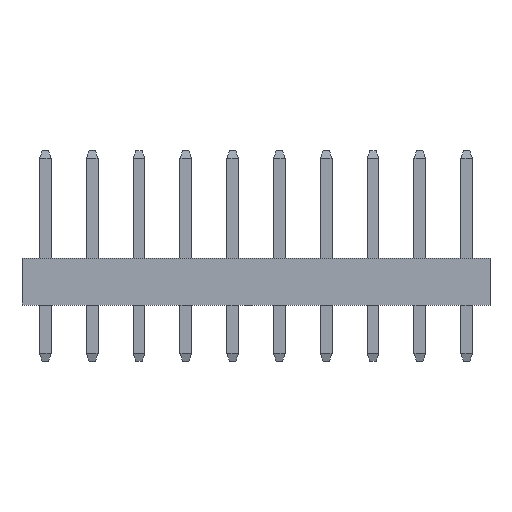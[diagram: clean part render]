
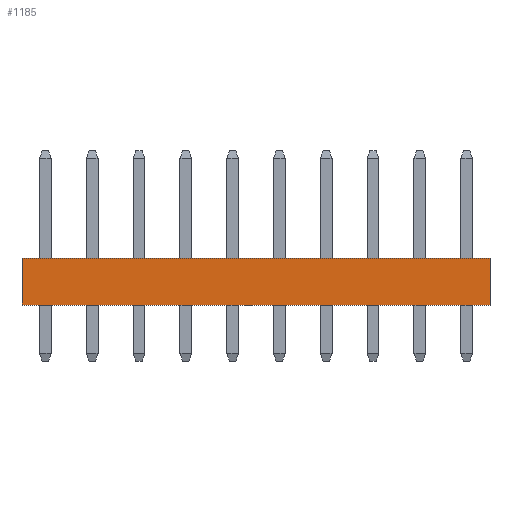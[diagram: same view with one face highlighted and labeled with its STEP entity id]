
A CAD part, top view. The second image highlights one B-rep face of the part: STEP entity #1185.
In plain terms, the highlighted planar face has unit normal (0, 0, 1).
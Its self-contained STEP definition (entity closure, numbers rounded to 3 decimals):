
#73 = CARTESIAN_POINT ( 'NONE',  ( -12.7, 2.54, 2.415 ) ) ;
#183 = FACE_OUTER_BOUND ( 'NONE', #10933, .T. ) ;
#1185 = ADVANCED_FACE ( 'NONE', ( #183 ), #5502, .F. ) ;
#1190 = CARTESIAN_POINT ( 'NONE',  ( -12.7, 2.54, 2.415 ) ) ;
#1317 = ORIENTED_EDGE ( 'NONE', *, *, #6918, .T. ) ;
#1638 = LINE ( 'NONE', #9003, #4150 ) ;
#2448 = CARTESIAN_POINT ( 'NONE',  ( -12.7, 0., 2.415 ) ) ;
#3405 = EDGE_CURVE ( 'NONE', #6628, #6441, #4377, .T. ) ;
#4150 = VECTOR ( 'NONE', #10180, 1000. ) ;
#4377 = LINE ( 'NONE', #7609, #5798 ) ;
#4476 = DIRECTION ( 'NONE',  ( -1., 0., 0. ) ) ;
#5041 = ORIENTED_EDGE ( 'NONE', *, *, #9256, .F. ) ;
#5090 = AXIS2_PLACEMENT_3D ( 'NONE', #1190, #12903, #4476 ) ;
#5342 = ORIENTED_EDGE ( 'NONE', *, *, #13653, .T. ) ;
#5502 = PLANE ( 'NONE',  #5090 ) ;
#5603 = VECTOR ( 'NONE', #11078, 1000. ) ;
#5798 = VECTOR ( 'NONE', #8557, 1000. ) ;
#6285 = DIRECTION ( 'NONE',  ( 0., -1., 0. ) ) ;
#6441 = VERTEX_POINT ( 'NONE', #8243 ) ;
#6628 = VERTEX_POINT ( 'NONE', #13199 ) ;
#6870 = ORIENTED_EDGE ( 'NONE', *, *, #3405, .F. ) ;
#6918 = EDGE_CURVE ( 'NONE', #13275, #12780, #9293, .T. ) ;
#7609 = CARTESIAN_POINT ( 'NONE',  ( 12.7, 2.54, 2.415 ) ) ;
#8243 = CARTESIAN_POINT ( 'NONE',  ( 12.7, 0., 2.415 ) ) ;
#8557 = DIRECTION ( 'NONE',  ( 0., -1., 0. ) ) ;
#9003 = CARTESIAN_POINT ( 'NONE',  ( -12.7, 2.54, 2.415 ) ) ;
#9256 = EDGE_CURVE ( 'NONE', #13275, #6628, #1638, .T. ) ;
#9293 = LINE ( 'NONE', #10476, #12129 ) ;
#10180 = DIRECTION ( 'NONE',  ( 1., 0., 0. ) ) ;
#10476 = CARTESIAN_POINT ( 'NONE',  ( -12.7, 2.54, 2.415 ) ) ;
#10933 = EDGE_LOOP ( 'NONE', ( #5342, #6870, #5041, #1317 ) ) ;
#11078 = DIRECTION ( 'NONE',  ( 1., 0., 0. ) ) ;
#12129 = VECTOR ( 'NONE', #6285, 1000. ) ;
#12780 = VERTEX_POINT ( 'NONE', #2448 ) ;
#12903 = DIRECTION ( 'NONE',  ( 0., 0., -1. ) ) ;
#12913 = LINE ( 'NONE', #13127, #5603 ) ;
#13127 = CARTESIAN_POINT ( 'NONE',  ( -12.7, 0., 2.415 ) ) ;
#13199 = CARTESIAN_POINT ( 'NONE',  ( 12.7, 2.54, 2.415 ) ) ;
#13275 = VERTEX_POINT ( 'NONE', #73 ) ;
#13653 = EDGE_CURVE ( 'NONE', #12780, #6441, #12913, .T. ) ;
